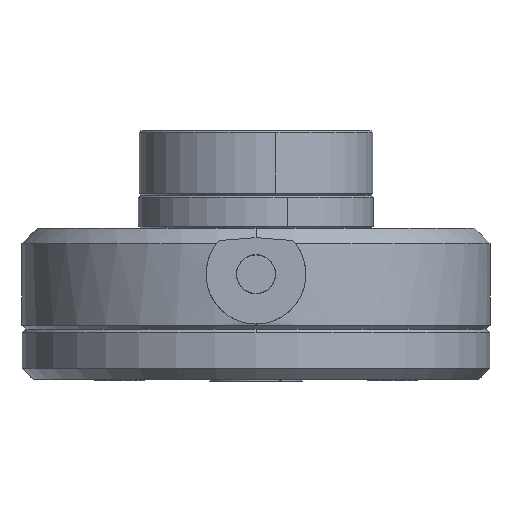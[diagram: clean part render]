
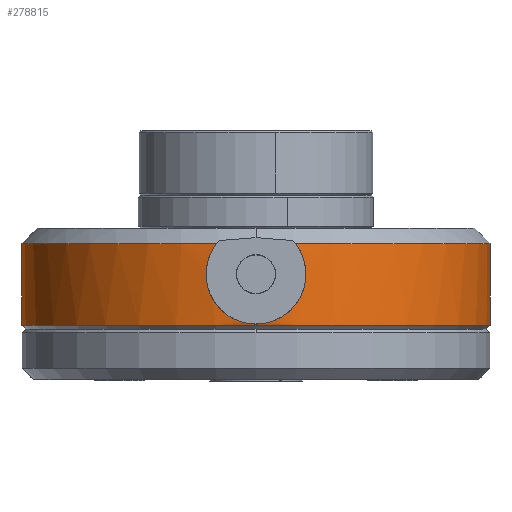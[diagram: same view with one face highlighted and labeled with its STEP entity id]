
A CAD part, left-side view. The second image highlights one B-rep face of the part: STEP entity #278815.
In plain terms, the highlighted cylindrical face has radius 30.48 mm (diameter 60.96 mm), a partial arc.
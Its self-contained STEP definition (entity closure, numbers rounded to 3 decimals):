
#61 = EDGE_CURVE ( 'NONE', #187682, #398794, #32901, .T. ) ;
#1054 = ORIENTED_EDGE ( 'NONE', *, *, #37396, .T. ) ;
#4310 = VECTOR ( 'NONE', #28687, 1000. ) ;
#11696 = FACE_OUTER_BOUND ( 'NONE', #402300, .T. ) ;
#28131 = CARTESIAN_POINT ( 'NONE',  ( -40.653, 18.661, 95.674 ) ) ;
#28687 = DIRECTION ( 'NONE',  ( 0., 0., 1. ) ) ;
#29579 = CARTESIAN_POINT ( 'NONE',  ( -40.557, 19.131, 90.955 ) ) ;
#31012 = CARTESIAN_POINT ( 'NONE',  ( -41.21, 12.561, 86.184 ) ) ;
#32466 = CARTESIAN_POINT ( 'NONE',  ( -40.62, 18.827, 90.094 ) ) ;
#32901 = LINE ( 'NONE', #207544, #138365 ) ;
#35405 = CARTESIAN_POINT ( 'NONE',  ( -40.7, 18.412, 89.294 ) ) ;
#37396 = EDGE_CURVE ( 'NONE', #398794, #353866, #88053, .T. ) ;
#50530 = DIRECTION ( 'NONE',  ( 0., 0., 1. ) ) ;
#63429 = CARTESIAN_POINT ( 'NONE',  ( -40.507, 19.365, 92.751 ) ) ;
#64456 = AXIS2_PLACEMENT_3D ( 'NONE', #343941, #208714, #413109 ) ;
#66307 = CARTESIAN_POINT ( 'NONE',  ( -40.956, 16.819, 87.495 ) ) ;
#69162 = CARTESIAN_POINT ( 'NONE',  ( -40.512, 19.342, 92.142 ) ) ;
#72738 = ORIENTED_EDGE ( 'NONE', *, *, #141197, .F. ) ;
#79791 = CIRCLE ( 'NONE', #64456, 30.48 ) ;
#84001 = VERTEX_POINT ( 'NONE', #103699 ) ;
#88053 = CIRCLE ( 'NONE', #357693, 30.48 ) ;
#97174 = CARTESIAN_POINT ( 'NONE',  ( -40.523, 6.422, 93.647 ) ) ;
#98662 = CARTESIAN_POINT ( 'NONE',  ( -40.554, 6.567, 90.939 ) ) ;
#99534 = VERTEX_POINT ( 'NONE', #319692 ) ;
#100104 = CARTESIAN_POINT ( 'NONE',  ( -40.672, 18.562, 89.554 ) ) ;
#101578 = CARTESIAN_POINT ( 'NONE',  ( -40.565, 19.095, 94.54 ) ) ;
#103013 = CARTESIAN_POINT ( 'NONE',  ( -41.073, 15.788, 86.851 ) ) ;
#103699 = CARTESIAN_POINT ( 'NONE',  ( -10.73, 43.338, 86.045 ) ) ;
#109001 = DIRECTION ( 'NONE',  ( 0., 0., 1. ) ) ;
#112805 = EDGE_CURVE ( 'NONE', #84001, #187682, #79791, .T. ) ;
#113453 = CARTESIAN_POINT ( 'NONE',  ( -10.73, -17.622, 96.676 ) ) ;
#118541 = ORIENTED_EDGE ( 'NONE', *, *, #61, .T. ) ;
#131028 = CARTESIAN_POINT ( 'NONE',  ( -41.187, 14.065, 86.29 ) ) ;
#132450 = CARTESIAN_POINT ( 'NONE',  ( -41.174, 14.365, 86.354 ) ) ;
#132968 = CYLINDRICAL_SURFACE ( 'NONE', #388103, 30.48 ) ;
#133906 = CARTESIAN_POINT ( 'NONE',  ( -40.955, 8.918, 87.506 ) ) ;
#135353 = CARTESIAN_POINT ( 'NONE',  ( -40.858, 8.235, 88.105 ) ) ;
#138365 = VECTOR ( 'NONE', #109001, 1000. ) ;
#141197 = EDGE_CURVE ( 'NONE', #99534, #353866, #404402, .T. ) ;
#153023 = EDGE_CURVE ( 'NONE', #84001, #391012, #319914, .T. ) ;
#160598 = CARTESIAN_POINT ( 'NONE',  ( -40.585, 19., 94.832 ) ) ;
#163514 = CARTESIAN_POINT ( 'NONE',  ( -40.89, 17.28, 87.882 ) ) ;
#164970 = CARTESIAN_POINT ( 'NONE',  ( -40.652, 7.049, 95.663 ) ) ;
#166414 = CARTESIAN_POINT ( 'NONE',  ( -41.21, 13.165, 86.185 ) ) ;
#167879 = CARTESIAN_POINT ( 'NONE',  ( -40.761, 7.629, 88.776 ) ) ;
#169102 = CARTESIAN_POINT ( 'NONE',  ( -40.775, 7.727, 96.676 ) ) ;
#170167 = DIRECTION ( 'NONE',  ( 1., 0., 0. ) ) ;
#182758 = CARTESIAN_POINT ( 'NONE',  ( -10.73, 12.858, 96.676 ) ) ;
#187258 = DIRECTION ( 'NONE',  ( 1., 0., 0. ) ) ;
#187682 = VERTEX_POINT ( 'NONE', #420614 ) ;
#197243 = CARTESIAN_POINT ( 'NONE',  ( -40.986, 9.161, 87.33 ) ) ;
#198699 = CARTESIAN_POINT ( 'NONE',  ( -40.594, 6.755, 90.367 ) ) ;
#200144 = CARTESIAN_POINT ( 'NONE',  ( -41.205, 13.466, 86.206 ) ) ;
#201615 = CARTESIAN_POINT ( 'NONE',  ( -41.122, 15.239, 86.606 ) ) ;
#207544 = CARTESIAN_POINT ( 'NONE',  ( -10.73, -17.622, 85.545 ) ) ;
#208714 = DIRECTION ( 'NONE',  ( 0., 0., 1. ) ) ;
#218005 = DIRECTION ( 'NONE',  ( 1., 0., 0. ) ) ;
#231065 = CARTESIAN_POINT ( 'NONE',  ( -40.509, 6.361, 93.046 ) ) ;
#233943 = CARTESIAN_POINT ( 'NONE',  ( -41.14, 10.778, 86.519 ) ) ;
#234778 = CARTESIAN_POINT ( 'NONE',  ( -10.73, 12.858, 96.676 ) ) ;
#235404 = CARTESIAN_POINT ( 'NONE',  ( -41.174, 11.358, 86.353 ) ) ;
#251975 = CARTESIAN_POINT ( 'NONE',  ( -10.73, 12.858, 85.545 ) ) ;
#262205 = CARTESIAN_POINT ( 'NONE',  ( -10.73, 43.338, 96.676 ) ) ;
#264872 = CARTESIAN_POINT ( 'NONE',  ( -41.044, 9.671, 87.012 ) ) ;
#266326 = CARTESIAN_POINT ( 'NONE',  ( -40.519, 6.407, 91.834 ) ) ;
#267759 = CARTESIAN_POINT ( 'NONE',  ( -40.534, 6.475, 93.948 ) ) ;
#270647 = CARTESIAN_POINT ( 'NONE',  ( -40.793, 17.886, 88.554 ) ) ;
#278815 = ADVANCED_FACE ( 'NONE', ( #11696 ), #132968, .T. ) ;
#298669 = CARTESIAN_POINT ( 'NONE',  ( -40.597, 18.942, 90.377 ) ) ;
#301551 = CARTESIAN_POINT ( 'NONE',  ( -41.119, 10.495, 86.622 ) ) ;
#303006 = CARTESIAN_POINT ( 'NONE',  ( -40.542, 19.204, 91.248 ) ) ;
#304434 = CARTESIAN_POINT ( 'NONE',  ( -40.519, 19.31, 91.841 ) ) ;
#313154 = ORIENTED_EDGE ( 'NONE', *, *, #326341, .T. ) ;
#319429 = CIRCLE ( 'NONE', #382809, 30.48 ) ;
#319692 = CARTESIAN_POINT ( 'NONE',  ( -40.775, 17.988, 96.676 ) ) ;
#319914 = LINE ( 'NONE', #428800, #4310 ) ;
#326341 = EDGE_CURVE ( 'NONE', #99534, #391012, #319429, .T. ) ;
#328079 = CARTESIAN_POINT ( 'NONE',  ( -40.775, 17.988, 96.676 ) ) ;
#332448 = CARTESIAN_POINT ( 'NONE',  ( -40.584, 6.713, 94.826 ) ) ;
#333896 = CARTESIAN_POINT ( 'NONE',  ( -40.509, 19.354, 93.056 ) ) ;
#335363 = CARTESIAN_POINT ( 'NONE',  ( -41.205, 12.256, 86.205 ) ) ;
#336807 = CARTESIAN_POINT ( 'NONE',  ( -40.534, 19.24, 93.954 ) ) ;
#338228 = CARTESIAN_POINT ( 'NONE',  ( -41.187, 11.653, 86.29 ) ) ;
#340628 = ORIENTED_EDGE ( 'NONE', *, *, #112805, .T. ) ;
#343941 = CARTESIAN_POINT ( 'NONE',  ( -10.73, 12.858, 86.045 ) ) ;
#353263 = DIRECTION ( 'NONE',  ( 0., 0., -1. ) ) ;
#353866 = VERTEX_POINT ( 'NONE', #169102 ) ;
#357693 = AXIS2_PLACEMENT_3D ( 'NONE', #182758, #353263, #218005 ) ;
#362074 = CARTESIAN_POINT ( 'NONE',  ( -40.711, 18.362, 96.195 ) ) ;
#364952 = CARTESIAN_POINT ( 'NONE',  ( -40.523, 19.292, 93.657 ) ) ;
#366384 = CARTESIAN_POINT ( 'NONE',  ( -40.507, 6.351, 92.744 ) ) ;
#367873 = CARTESIAN_POINT ( 'NONE',  ( -40.761, 18.074, 88.795 ) ) ;
#369318 = CARTESIAN_POINT ( 'NONE',  ( -40.891, 8.456, 87.893 ) ) ;
#370780 = CARTESIAN_POINT ( 'NONE',  ( -40.565, 6.62, 94.539 ) ) ;
#371606 = DIRECTION ( 'NONE',  ( 0., 0., -1. ) ) ;
#382809 = AXIS2_PLACEMENT_3D ( 'NONE', #234778, #371606, #170167 ) ;
#388103 = AXIS2_PLACEMENT_3D ( 'NONE', #251975, #50530, #187258 ) ;
#391012 = VERTEX_POINT ( 'NONE', #262205 ) ;
#398747 = CARTESIAN_POINT ( 'NONE',  ( -41.071, 9.939, 86.869 ) ) ;
#398794 = VERTEX_POINT ( 'NONE', #113453 ) ;
#399110 = ORIENTED_EDGE ( 'NONE', *, *, #153023, .F. ) ;
#400180 = CARTESIAN_POINT ( 'NONE',  ( -40.698, 7.291, 89.273 ) ) ;
#401635 = CARTESIAN_POINT ( 'NONE',  ( -40.711, 7.354, 96.195 ) ) ;
#402300 = EDGE_LOOP ( 'NONE', ( #399110, #340628, #118541, #1054, #72738, #313154 ) ) ;
#404402 = B_SPLINE_CURVE_WITH_KNOTS ( 'NONE', 3,
 ( #328079, #362074, #28131, #160598, #101578, #336807, #364952, #333896, #63429, #69162, #304434, #303006, #29579, #298669, #32466, #100104, #35405, #367873, #270647, #163514, #66307, #103013, #201615, #132450, #131028, #200144, #166414, #31012, #335363, #338228, #235404, #233943, #301551, #398747, #264872, #197243, #133906, #369318, #135353, #167879, #400180, #198699, #98662, #266326, #432577, #366384, #231065, #97174, #267759, #370780, #332448, #164970, #401635, #433975 ),
 .UNSPECIFIED., .F., .F.,
 ( 4, 2, 2, 2, 2, 2, 2, 2, 2, 2, 2, 2, 2, 2, 2, 2, 2, 2, 2, 2, 2, 2, 2, 2, 2, 2, 4 ),
 ( 0., 0.002, 0.003, 0.004, 0.005, 0.005, 0.006, 0.007, 0.008, 0.009, 0.011, 0.013, 0.014, 0.014, 0.015, 0.016, 0.017, 0.018, 0.019, 0.02, 0.022, 0.024, 0.024, 0.025, 0.026, 0.027, 0.029 ),
 .UNSPECIFIED. ) ;
#413109 = DIRECTION ( 'NONE',  ( 1., 0., 0. ) ) ;
#420614 = CARTESIAN_POINT ( 'NONE',  ( -10.73, -17.622, 86.045 ) ) ;
#428800 = CARTESIAN_POINT ( 'NONE',  ( -10.73, 43.338, 85.545 ) ) ;
#432577 = CARTESIAN_POINT ( 'NONE',  ( -40.512, 6.374, 92.14 ) ) ;
#433975 = CARTESIAN_POINT ( 'NONE',  ( -40.775, 7.727, 96.676 ) ) ;
